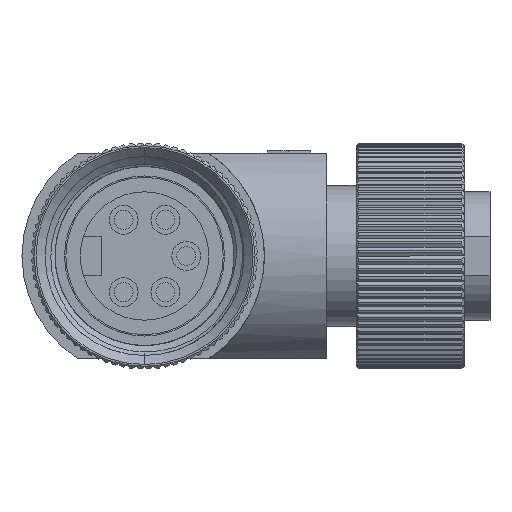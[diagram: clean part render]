
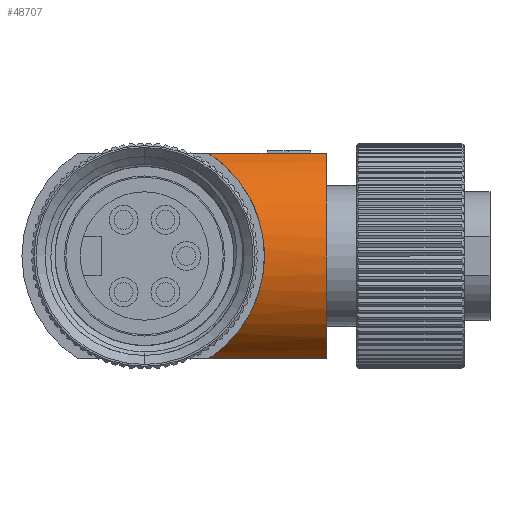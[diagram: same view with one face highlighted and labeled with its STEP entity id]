
A CAD part, left-side view. The second image highlights one B-rep face of the part: STEP entity #48707.
In plain terms, the highlighted cylindrical face has radius 12.5 mm (diameter 25 mm), a partial arc.
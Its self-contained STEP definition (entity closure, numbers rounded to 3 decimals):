
#572 = CARTESIAN_POINT ( 'NONE',  ( -5.428, -5.328, -11.5 ) ) ;
#1301 = CIRCLE ( 'NONE', #26636, 12.5 ) ;
#4700 = VECTOR ( 'NONE', #5683, 1000. ) ;
#5683 = DIRECTION ( 'NONE',  ( 0., -1., 0. ) ) ;
#8741 = VERTEX_POINT ( 'NONE', #40084 ) ;
#10054 = EDGE_CURVE ( 'NONE', #32679, #8741, #57964, .T. ) ;
#11053 = EDGE_CURVE ( 'NONE', #13634, #37277, #1301, .T. ) ;
#12098 = EDGE_CURVE ( 'NONE', #37277, #32679, #33793, .T. ) ;
#12693 = EDGE_CURVE ( 'NONE', #8741, #13634, #28710, .T. ) ;
#13634 = VERTEX_POINT ( 'NONE', #27682 ) ;
#15147 = DIRECTION ( 'NONE',  ( 0., 1., 0. ) ) ;
#18852 = DIRECTION ( 'NONE',  ( 0., 1., 0. ) ) ;
#19825 = CARTESIAN_POINT ( 'NONE',  ( -5.428, -5.328, 11.2 ) ) ;
#19928 = ORIENTED_EDGE ( 'NONE', *, *, #12098, .T. ) ;
#20010 = ORIENTED_EDGE ( 'NONE', *, *, #11053, .T. ) ;
#22263 = EDGE_LOOP ( 'NONE', ( #20010, #19928, #45410, #27193 ) ) ;
#23716 = DIRECTION ( 'NONE',  ( 0., 0., 1. ) ) ;
#25021 = CARTESIAN_POINT ( 'NONE',  ( -5.428, -5.328, 11.2 ) ) ;
#26636 = AXIS2_PLACEMENT_3D ( 'NONE', #56949, #56934, #56821 ) ;
#27193 = ORIENTED_EDGE ( 'NONE', *, *, #12693, .T. ) ;
#27682 = CARTESIAN_POINT ( 'NONE',  ( -5.428, -18.328, -11.5 ) ) ;
#28710 = LINE ( 'NONE', #572, #4700 ) ;
#32679 = VERTEX_POINT ( 'NONE', #25021 ) ;
#33793 = LINE ( 'NONE', #19825, #44448 ) ;
#37277 = VERTEX_POINT ( 'NONE', #46901 ) ;
#40084 = CARTESIAN_POINT ( 'NONE',  ( -5.428, -5.328, -11.5 ) ) ;
#44448 = VECTOR ( 'NONE', #18852, 1000. ) ;
#45410 = ORIENTED_EDGE ( 'NONE', *, *, #10054, .T. ) ;
#46901 = CARTESIAN_POINT ( 'NONE',  ( -5.428, -18.328, 11.2 ) ) ;
#46969 = CARTESIAN_POINT ( 'NONE',  ( -0.191, -18.328, -0.15 ) ) ;
#48173 = CARTESIAN_POINT ( 'NONE',  ( -5.428, -5.328, -11.5 ) ) ;
#48352 = CARTESIAN_POINT ( 'NONE',  ( -5.933, -5.685, -11.267 ) ) ;
#48486 = CARTESIAN_POINT ( 'NONE',  ( -6.414, -6.051, -11.005 ) ) ;
#48677 = CARTESIAN_POINT ( 'NONE',  ( -7.342, -6.782, -10.417 ) ) ;
#48707 = ADVANCED_FACE ( 'NONE', ( #53881 ), #52478, .T. ) ;
#48741 = CARTESIAN_POINT ( 'NONE',  ( -7.787, -7.147, -10.093 ) ) ;
#48867 = CARTESIAN_POINT ( 'NONE',  ( -8.632, -7.855, -9.386 ) ) ;
#48930 = CARTESIAN_POINT ( 'NONE',  ( -9.033, -8.199, -9.004 ) ) ;
#49049 = CARTESIAN_POINT ( 'NONE',  ( -9.793, -8.861, -8.173 ) ) ;
#49114 = CARTESIAN_POINT ( 'NONE',  ( -10.153, -9.179, -7.723 ) ) ;
#49248 = CARTESIAN_POINT ( 'NONE',  ( -10.823, -9.776, -6.75 ) ) ;
#49315 = CARTESIAN_POINT ( 'NONE',  ( -11.126, -10.049, -6.236 ) ) ;
#49434 = CARTESIAN_POINT ( 'NONE',  ( -11.532, -10.417, -5.416 ) ) ;
#49502 = CARTESIAN_POINT ( 'NONE',  ( -11.658, -10.532, -5.135 ) ) ;
#49637 = CARTESIAN_POINT ( 'NONE',  ( -11.893, -10.746, -4.555 ) ) ;
#49715 = CARTESIAN_POINT ( 'NONE',  ( -12.001, -10.845, -4.257 ) ) ;
#49841 = CARTESIAN_POINT ( 'NONE',  ( -12.291, -11.11, -3.352 ) ) ;
#49911 = CARTESIAN_POINT ( 'NONE',  ( -12.44, -11.247, -2.728 ) ) ;
#50044 = CARTESIAN_POINT ( 'NONE',  ( -12.591, -11.386, -1.759 ) ) ;
#50105 = CARTESIAN_POINT ( 'NONE',  ( -12.629, -11.422, -1.43 ) ) ;
#50227 = CARTESIAN_POINT ( 'NONE',  ( -12.68, -11.468, -0.776 ) ) ;
#50422 = CARTESIAN_POINT ( 'NONE',  ( -12.704, -11.49, -0.123 ) ) ;
#50490 = CARTESIAN_POINT ( 'NONE',  ( -12.677, -11.465, 0.53 ) ) ;
#50546 = CARTESIAN_POINT ( 'NONE',  ( -12.624, -11.417, 1.181 ) ) ;
#50695 = CARTESIAN_POINT ( 'NONE',  ( -12.585, -11.38, 1.508 ) ) ;
#50747 = CARTESIAN_POINT ( 'NONE',  ( -12.429, -11.237, 2.479 ) ) ;
#50826 = CARTESIAN_POINT ( 'NONE',  ( -12.277, -11.097, 3.101 ) ) ;
#50888 = CARTESIAN_POINT ( 'NONE',  ( -11.986, -10.831, 4.001 ) ) ;
#50935 = CARTESIAN_POINT ( 'NONE',  ( -11.878, -10.732, 4.295 ) ) ;
#51016 = CARTESIAN_POINT ( 'NONE',  ( -11.642, -10.517, 4.872 ) ) ;
#51088 = CARTESIAN_POINT ( 'NONE',  ( -11.513, -10.4, 5.156 ) ) ;
#51133 = CARTESIAN_POINT ( 'NONE',  ( -11.105, -10.03, 5.974 ) ) ;
#51279 = CARTESIAN_POINT ( 'NONE',  ( -10.801, -9.756, 6.484 ) ) ;
#51402 = CARTESIAN_POINT ( 'NONE',  ( -10.303, -9.312, 7.204 ) ) ;
#51477 = CARTESIAN_POINT ( 'NONE',  ( -10.13, -9.158, 7.436 ) ) ;
#51523 = CARTESIAN_POINT ( 'NONE',  ( -9.769, -8.841, 7.887 ) ) ;
#51598 = CARTESIAN_POINT ( 'NONE',  ( -9.582, -8.676, 8.105 ) ) ;
#51663 = CARTESIAN_POINT ( 'NONE',  ( -9.006, -8.176, 8.73 ) ) ;
#51716 = CARTESIAN_POINT ( 'NONE',  ( -8.604, -7.831, 9.111 ) ) ;
#51799 = CARTESIAN_POINT ( 'NONE',  ( -7.764, -7.128, 9.81 ) ) ;
#51870 = CARTESIAN_POINT ( 'NONE',  ( -7.326, -6.769, 10.128 ) ) ;
#51999 = CARTESIAN_POINT ( 'NONE',  ( -6.41, -6.048, 10.707 ) ) ;
#52456 = CARTESIAN_POINT ( 'NONE',  ( -5.932, -5.685, 10.967 ) ) ;
#52478 = CYLINDRICAL_SURFACE ( 'NONE', #55810, 12.5 ) ;
#53039 = CARTESIAN_POINT ( 'NONE',  ( -5.428, -5.328, 11.2 ) ) ;
#53881 = FACE_OUTER_BOUND ( 'NONE', #22263, .T. ) ;
#55810 = AXIS2_PLACEMENT_3D ( 'NONE', #46969, #15147, #23716 ) ;
#56821 = DIRECTION ( 'NONE',  ( 0., 0., 1. ) ) ;
#56934 = DIRECTION ( 'NONE',  ( 0., 1., 0. ) ) ;
#56949 = CARTESIAN_POINT ( 'NONE',  ( -0.191, -18.328, -0.15 ) ) ;
#57964 = B_SPLINE_CURVE_WITH_KNOTS ( 'NONE', 3,
 ( #53039, #52456, #51999, #51870, #51799, #51716, #51663, #51598, #51523, #51477, #51402, #51279, #51133, #51088, #51016, #50935, #50888, #50826, #50747, #50695, #50546, #50490, #50422, #50227, #50105, #50044, #49911, #49841, #49715, #49637, #49502, #49434, #49315, #49248, #49114, #49049, #48930, #48867, #48741, #48677, #48486, #48352, #48173 ),
 .UNSPECIFIED., .F., .F.,
 ( 4, 2, 2, 2, 2, 2, 2, 2, 2, 2, 2, 1, 2, 2, 2, 2, 2, 2, 2, 2, 2, 4 ),
 ( 0., 0.002, 0.004, 0.006, 0.007, 0.008, 0.01, 0.011, 0.012, 0.014, 0.015, 0.016, 0.017, 0.018, 0.019, 0.02, 0.021, 0.023, 0.025, 0.027, 0.029, 0.031 ),
 .UNSPECIFIED. ) ;
